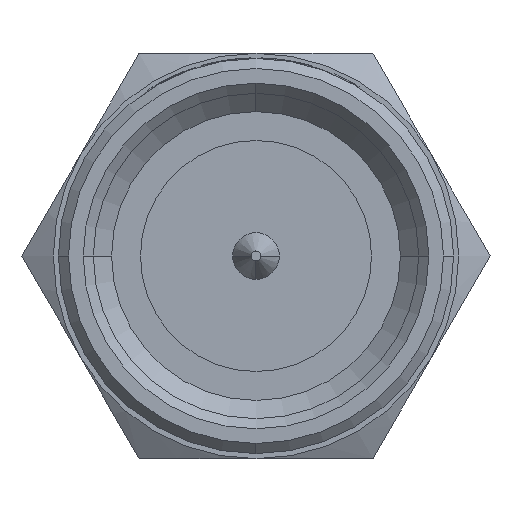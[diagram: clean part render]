
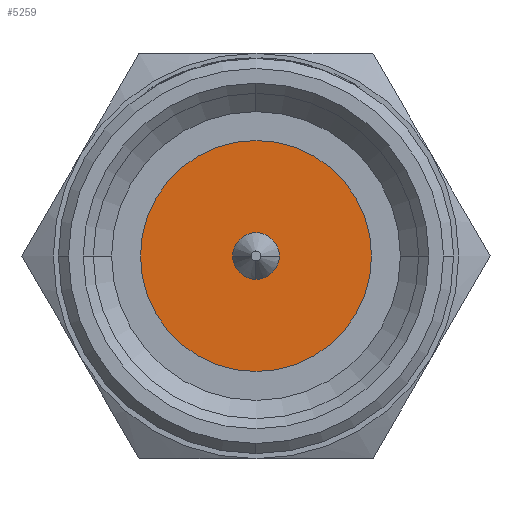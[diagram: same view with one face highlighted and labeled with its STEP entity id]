
A CAD part, left-side view. The second image highlights one B-rep face of the part: STEP entity #5259.
In plain terms, the highlighted planar face has unit normal (-1, 0, 0).
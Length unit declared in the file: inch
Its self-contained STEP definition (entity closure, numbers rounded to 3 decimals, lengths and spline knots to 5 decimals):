
#134 = AXIS2_PLACEMENT_3D ( 'NONE', #6468, #2033, #4849 ) ;
#417 = DIRECTION ( 'NONE',  ( 0., 0., 1. ) ) ;
#737 = FACE_OUTER_BOUND ( 'NONE', #6557, .T. ) ;
#803 = CARTESIAN_POINT ( 'NONE',  ( 0.12402, 0., 0. ) ) ;
#943 = CARTESIAN_POINT ( 'NONE',  ( 0.12402, 0.01811, 0. ) ) ;
#1225 = EDGE_CURVE ( 'NONE', #3368, #2309, #2820, .T. ) ;
#1501 = AXIS2_PLACEMENT_3D ( 'NONE', #3356, #4453, #6001 ) ;
#1612 = ORIENTED_EDGE ( 'NONE', *, *, #2357, .T. ) ;
#1666 = CIRCLE ( 'NONE', #134, 0.01811 ) ;
#1757 = ORIENTED_EDGE ( 'NONE', *, *, #5320, .F. ) ;
#1897 = CARTESIAN_POINT ( 'NONE',  ( 0.12402, 0., 0. ) ) ;
#2033 = DIRECTION ( 'NONE',  ( 1., 0., 0. ) ) ;
#2059 = CARTESIAN_POINT ( 'NONE',  ( 0.12402, 0., 0. ) ) ;
#2295 = VERTEX_POINT ( 'NONE', #6583 ) ;
#2309 = VERTEX_POINT ( 'NONE', #3426 ) ;
#2321 = DIRECTION ( 'NONE',  ( 0., 0., 1. ) ) ;
#2357 = EDGE_CURVE ( 'NONE', #6006, #2295, #3158, .T. ) ;
#2364 = ORIENTED_EDGE ( 'NONE', *, *, #5513, .T. ) ;
#2811 = CARTESIAN_POINT ( 'NONE',  ( 0.12402, 0., 0. ) ) ;
#2820 = CIRCLE ( 'NONE', #5464, 0.08976 ) ;
#2842 = PLANE ( 'NONE',  #5748 ) ;
#3158 = CIRCLE ( 'NONE', #1501, 0.01811 ) ;
#3204 = DIRECTION ( 'NONE',  ( 0., 0., 1. ) ) ;
#3282 = EDGE_CURVE ( 'NONE', #5170, #6006, #3955, .T. ) ;
#3356 = CARTESIAN_POINT ( 'NONE',  ( 0.12402, 0., 0. ) ) ;
#3368 = VERTEX_POINT ( 'NONE', #6264 ) ;
#3426 = CARTESIAN_POINT ( 'NONE',  ( 0.12402, 0.08976, 0. ) ) ;
#3431 = FACE_BOUND ( 'NONE', #4584, .T. ) ;
#3476 = ORIENTED_EDGE ( 'NONE', *, *, #3282, .T. ) ;
#3796 = DIRECTION ( 'NONE',  ( 1., 0., 0. ) ) ;
#3873 = ORIENTED_EDGE ( 'NONE', *, *, #1225, .F. ) ;
#3955 = CIRCLE ( 'NONE', #6797, 0.01811 ) ;
#4011 = CIRCLE ( 'NONE', #6746, 0.08976 ) ;
#4072 = ORIENTED_EDGE ( 'NONE', *, *, #4965, .F. ) ;
#4170 = DIRECTION ( 'NONE',  ( 1., 0., 0. ) ) ;
#4217 = AXIS2_PLACEMENT_3D ( 'NONE', #1897, #5042, #417 ) ;
#4243 = CARTESIAN_POINT ( 'NONE',  ( 0.12402, 0., 0. ) ) ;
#4320 = VERTEX_POINT ( 'NONE', #4820 ) ;
#4432 = DIRECTION ( 'NONE',  ( 1., 0., 0. ) ) ;
#4453 = DIRECTION ( 'NONE',  ( 1., 0., 0. ) ) ;
#4584 = EDGE_LOOP ( 'NONE', ( #1612, #2364, #3476 ) ) ;
#4690 = CARTESIAN_POINT ( 'NONE',  ( 0.12402, -0.01811, 0. ) ) ;
#4820 = CARTESIAN_POINT ( 'NONE',  ( 0.12402, 0., 0.08976 ) ) ;
#4849 = DIRECTION ( 'NONE',  ( 0., 0., 1. ) ) ;
#4865 = DIRECTION ( 'NONE',  ( -1., 0., 0. ) ) ;
#4965 = EDGE_CURVE ( 'NONE', #2309, #4320, #4011, .T. ) ;
#4983 = DIRECTION ( 'NONE',  ( 0., 0., 1. ) ) ;
#5042 = DIRECTION ( 'NONE',  ( 1., 0., 0. ) ) ;
#5170 = VERTEX_POINT ( 'NONE', #4690 ) ;
#5259 = ADVANCED_FACE ( 'NONE', ( #3431, #737 ), #2842, .T. ) ;
#5320 = EDGE_CURVE ( 'NONE', #4320, #3368, #6736, .T. ) ;
#5464 = AXIS2_PLACEMENT_3D ( 'NONE', #2059, #4170, #6258 ) ;
#5513 = EDGE_CURVE ( 'NONE', #2295, #5170, #1666, .T. ) ;
#5748 = AXIS2_PLACEMENT_3D ( 'NONE', #803, #4865, #2321 ) ;
#6001 = DIRECTION ( 'NONE',  ( 0., 0., 1. ) ) ;
#6006 = VERTEX_POINT ( 'NONE', #943 ) ;
#6258 = DIRECTION ( 'NONE',  ( 0., 0., 1. ) ) ;
#6264 = CARTESIAN_POINT ( 'NONE',  ( 0.12402, -0.08976, 0. ) ) ;
#6468 = CARTESIAN_POINT ( 'NONE',  ( 0.12402, 0., 0. ) ) ;
#6557 = EDGE_LOOP ( 'NONE', ( #3873, #1757, #4072 ) ) ;
#6583 = CARTESIAN_POINT ( 'NONE',  ( 0.12402, 0., 0.01811 ) ) ;
#6736 = CIRCLE ( 'NONE', #4217, 0.08976 ) ;
#6746 = AXIS2_PLACEMENT_3D ( 'NONE', #2811, #4432, #4983 ) ;
#6797 = AXIS2_PLACEMENT_3D ( 'NONE', #4243, #3796, #3204 ) ;
